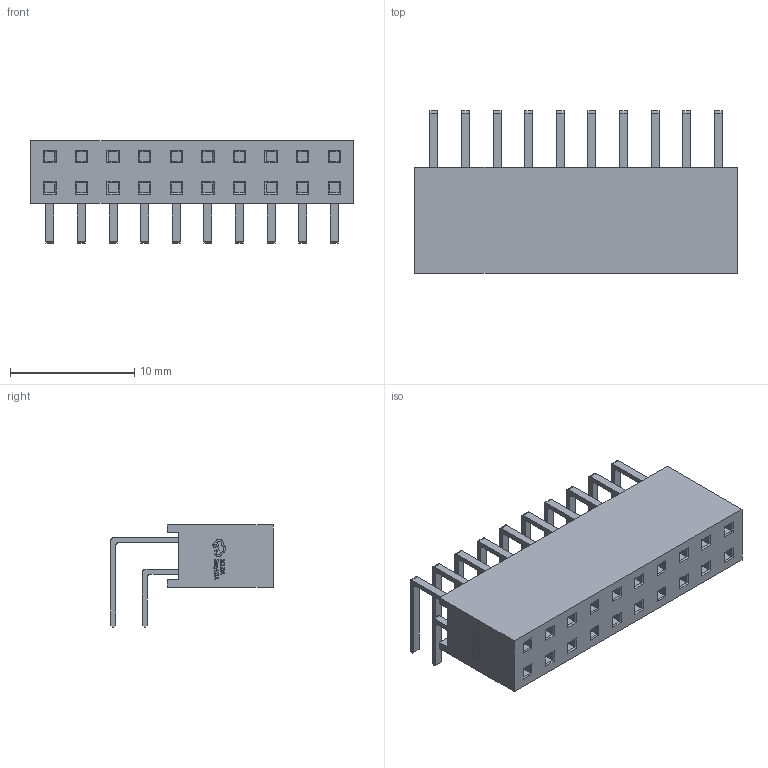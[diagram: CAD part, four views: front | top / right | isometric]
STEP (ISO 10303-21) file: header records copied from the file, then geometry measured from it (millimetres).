
FILE_DESCRIPTION (( 'STEP AP214' ), '1' );
FILE_NAME ('HDR-TH_20P-P2.54-F-WI-2X10P.step', '2022-07-02T11:48:30', ( '' ), ( '' ), 'SwSTEP 2.0', 'SolidWorks 2020', '' );
FILE_SCHEMA (( 'AUTOMOTIVE_DESIGN' ));
Length unit declared in the file: millimetre
Products named in the file (1): HDR-TH_20P-P2.54-F-WI-2X10P
Bounding box: 25.91 x 13.04 x 8.2 mm (x, y, z)
Volume: 1035.4 mm3; surface area: 1347 mm2
Topology: 1 solids, 1 shells, 694 faces, 1798 edges, 1172 vertices
Faces by surface type: plane 540, bspline 114, cylinder 40
Entity records: 26802 total; most frequent: CARTESIAN_POINT 6027, ORIENTED_EDGE 3596, DIRECTION 2808, EDGE_CURVE 1798, LINE 1486, VECTOR 1486, VERTEX_POINT 1172, EDGE_LOOP 760
